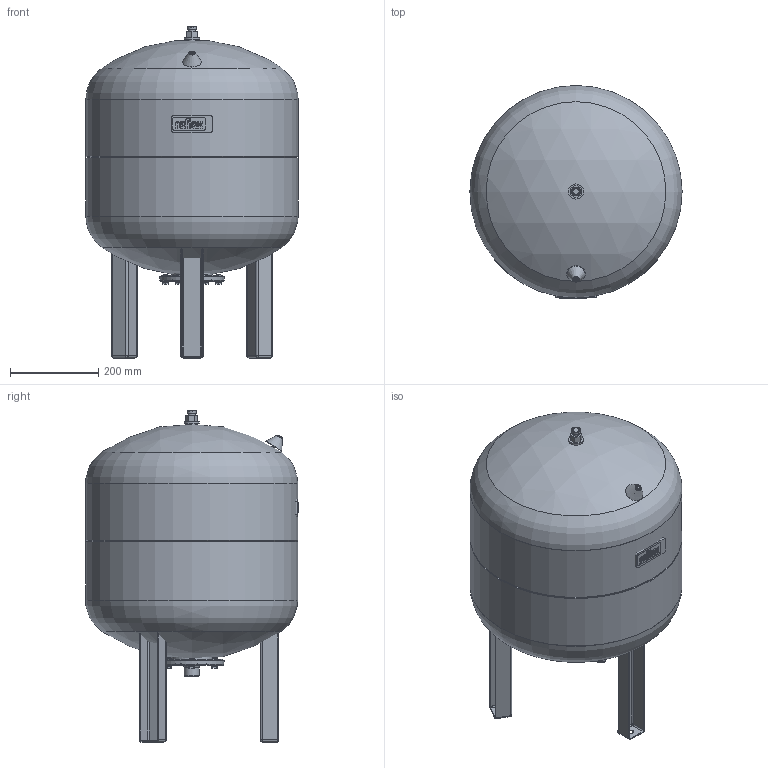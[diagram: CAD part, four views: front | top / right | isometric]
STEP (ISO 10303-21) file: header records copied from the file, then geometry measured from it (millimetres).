
FILE_DESCRIPTION(/* description */ (''),/* implementation_level */ '2;1');
FILE_NAME(/* name */ '3d_ReflexNGV80_6bar-8271080.stp',/* time_stamp */ '2024-02-12T11:05:41+01:00',/* author */ ('Andrzej'),/* organization */ (''),/* preprocessor_version */ 'ST-DEVELOPER v16.13',/* originating_system */ 'AutoCAD Mechanical',/* authorisation */ '');
FILE_SCHEMA (('AUTOMOTIVE_DESIGN { 1 0 10303 214 3 1 1 }'));
Length unit declared in the file: millimetre
Products named in the file (1): Product
Bounding box: 480 x 481.62 x 751 mm (x, y, z)
Volume: 80292528.4 mm3; surface area: 1977576.4 mm2
Topology: 19 solids, 19 shells, 510 faces, 1162 edges, 743 vertices
Faces by surface type: plane 254, cylinder 199, torus 31, sphere 14, cone 11, bspline 1
Full cylindrical faces by diameter (mm): 5 x4, 7 x2, 8 x12, 9 x12, 11 x6, 11.6 x6, 12.5 x2, 13 x3, 16 x9, 16.679 x1, 20 x2, 29.7 x1, 33.7 x1, 34 x1, 91.732 x1, 140 x1, 480 x4
Entity records: 13926 total; most frequent: CARTESIAN_POINT 2525, DIRECTION 2488, ORIENTED_EDGE 2066, EDGE_CURVE 1033, AXIS2_PLACEMENT_3D 958, VERTEX_POINT 724, EDGE_LOOP 699, LINE 572
